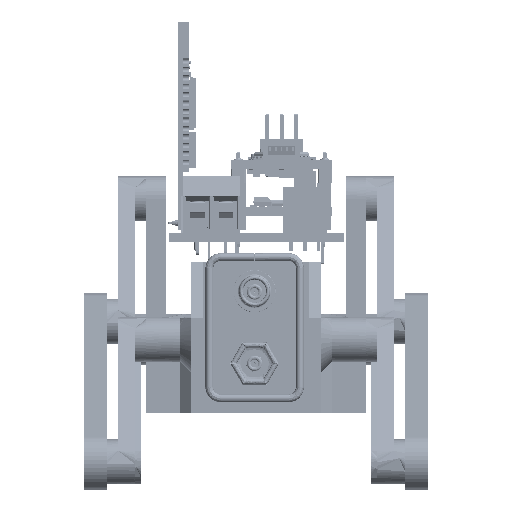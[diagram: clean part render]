
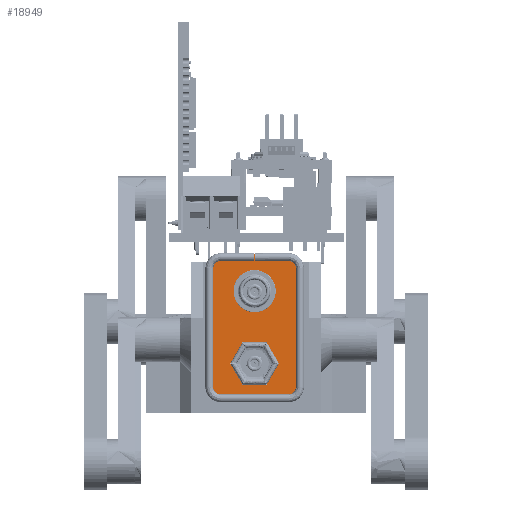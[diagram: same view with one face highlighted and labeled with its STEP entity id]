
A CAD part, front view. The second image highlights one B-rep face of the part: STEP entity #18949.
In plain terms, the highlighted free-form (B-spline) face has degree [1, 1] with [2, 2] control points.
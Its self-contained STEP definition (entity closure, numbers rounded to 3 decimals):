
#18949 = ADVANCED_FACE('',(#18950),#19012,.F.);
#18950 = FACE_BOUND('',#18951,.T.);
#18951 = EDGE_LOOP('',(#18952,#18962,#18969,#18977,#18984,#18992,#18999,
    #19007));
#18952 = ORIENTED_EDGE('',*,*,#18953,.F.);
#18953 = EDGE_CURVE('',#18954,#18956,#18958,.T.);
#18954 = VERTEX_POINT('',#18955);
#18955 = CARTESIAN_POINT('',(5.823,-84.537,
    28.413));
#18956 = VERTEX_POINT('',#18957);
#18957 = CARTESIAN_POINT('',(8.333,-84.537,
    25.903));
#18958 = ( BOUNDED_CURVE() B_SPLINE_CURVE(2,(#18959,#18960,#18961),
.UNSPECIFIED.,.F.,.F.) B_SPLINE_CURVE_WITH_KNOTS((3,3),(4.712,
6.283),.PIECEWISE_BEZIER_KNOTS.) CURVE() 
GEOMETRIC_REPRESENTATION_ITEM() RATIONAL_B_SPLINE_CURVE((1.,
0.707,1.)) REPRESENTATION_ITEM('') );
#18959 = CARTESIAN_POINT('',(5.823,-84.537,
    28.413));
#18960 = CARTESIAN_POINT('',(8.333,-84.537,
    28.413));
#18961 = CARTESIAN_POINT('',(8.333,-84.537,
    25.903));
#18962 = ORIENTED_EDGE('',*,*,#18963,.F.);
#18963 = EDGE_CURVE('',#18964,#18954,#18966,.T.);
#18964 = VERTEX_POINT('',#18965);
#18965 = CARTESIAN_POINT('',(-6.325,-84.537,
    28.413));
#18966 = B_SPLINE_CURVE_WITH_KNOTS('',1,(#18967,#18968),.UNSPECIFIED.,
  .F.,.F.,(2,2),(-12.1,0.),.PIECEWISE_BEZIER_KNOTS.);
#18967 = CARTESIAN_POINT('',(-6.325,-84.537,
    28.413));
#18968 = CARTESIAN_POINT('',(5.823,-84.537,
    28.413));
#18969 = ORIENTED_EDGE('',*,*,#18970,.F.);
#18970 = EDGE_CURVE('',#18971,#18964,#18973,.T.);
#18971 = VERTEX_POINT('',#18972);
#18972 = CARTESIAN_POINT('',(-8.835,-84.537,
    25.903));
#18973 = ( BOUNDED_CURVE() B_SPLINE_CURVE(2,(#18974,#18975,#18976),
.UNSPECIFIED.,.F.,.F.) B_SPLINE_CURVE_WITH_KNOTS((3,3),(3.142,
4.712),.PIECEWISE_BEZIER_KNOTS.) CURVE() 
GEOMETRIC_REPRESENTATION_ITEM() RATIONAL_B_SPLINE_CURVE((1.,
0.707,1.)) REPRESENTATION_ITEM('') );
#18974 = CARTESIAN_POINT('',(-8.835,-84.537,
    25.903));
#18975 = CARTESIAN_POINT('',(-8.835,-84.537,
    28.413));
#18976 = CARTESIAN_POINT('',(-6.325,-84.537,
    28.413));
#18977 = ORIENTED_EDGE('',*,*,#18978,.F.);
#18978 = EDGE_CURVE('',#18979,#18971,#18981,.T.);
#18979 = VERTEX_POINT('',#18980);
#18980 = CARTESIAN_POINT('',(-8.835,-84.537,
    4.719));
#18981 = B_SPLINE_CURVE_WITH_KNOTS('',1,(#18982,#18983),.UNSPECIFIED.,
  .F.,.F.,(2,2),(-21.1,0.),.PIECEWISE_BEZIER_KNOTS.);
#18982 = CARTESIAN_POINT('',(-8.835,-84.537,
    4.719));
#18983 = CARTESIAN_POINT('',(-8.835,-84.537,
    25.903));
#18984 = ORIENTED_EDGE('',*,*,#18985,.F.);
#18985 = EDGE_CURVE('',#18986,#18979,#18988,.T.);
#18986 = VERTEX_POINT('',#18987);
#18987 = CARTESIAN_POINT('',(-6.325,-84.537,
    2.209));
#18988 = ( BOUNDED_CURVE() B_SPLINE_CURVE(2,(#18989,#18990,#18991),
.UNSPECIFIED.,.F.,.F.) B_SPLINE_CURVE_WITH_KNOTS((3,3),(1.571,
3.142),.PIECEWISE_BEZIER_KNOTS.) CURVE() 
GEOMETRIC_REPRESENTATION_ITEM() RATIONAL_B_SPLINE_CURVE((1.,
0.707,1.)) REPRESENTATION_ITEM('') );
#18989 = CARTESIAN_POINT('',(-6.325,-84.537,
    2.209));
#18990 = CARTESIAN_POINT('',(-8.835,-84.537,
    2.209));
#18991 = CARTESIAN_POINT('',(-8.835,-84.537,
    4.719));
#18992 = ORIENTED_EDGE('',*,*,#18993,.F.);
#18993 = EDGE_CURVE('',#18994,#18986,#18996,.T.);
#18994 = VERTEX_POINT('',#18995);
#18995 = CARTESIAN_POINT('',(5.823,-84.537,
    2.209));
#18996 = B_SPLINE_CURVE_WITH_KNOTS('',1,(#18997,#18998),.UNSPECIFIED.,
  .F.,.F.,(2,2),(-12.1,0.),.PIECEWISE_BEZIER_KNOTS.);
#18997 = CARTESIAN_POINT('',(5.823,-84.537,
    2.209));
#18998 = CARTESIAN_POINT('',(-6.325,-84.537,
    2.209));
#18999 = ORIENTED_EDGE('',*,*,#19000,.F.);
#19000 = EDGE_CURVE('',#19001,#18994,#19003,.T.);
#19001 = VERTEX_POINT('',#19002);
#19002 = CARTESIAN_POINT('',(8.333,-84.537,
    4.719));
#19003 = ( BOUNDED_CURVE() B_SPLINE_CURVE(2,(#19004,#19005,#19006),
.UNSPECIFIED.,.F.,.F.) B_SPLINE_CURVE_WITH_KNOTS((3,3),(0.,
1.571),.PIECEWISE_BEZIER_KNOTS.) CURVE() 
GEOMETRIC_REPRESENTATION_ITEM() RATIONAL_B_SPLINE_CURVE((1.,
0.707,1.)) REPRESENTATION_ITEM('') );
#19004 = CARTESIAN_POINT('',(8.333,-84.537,
    4.719));
#19005 = CARTESIAN_POINT('',(8.333,-84.537,
    2.209));
#19006 = CARTESIAN_POINT('',(5.823,-84.537,
    2.209));
#19007 = ORIENTED_EDGE('',*,*,#19008,.F.);
#19008 = EDGE_CURVE('',#18956,#19001,#19009,.T.);
#19009 = B_SPLINE_CURVE_WITH_KNOTS('',1,(#19010,#19011),.UNSPECIFIED.,
  .F.,.F.,(2,2),(-21.1,0.),.PIECEWISE_BEZIER_KNOTS.);
#19010 = CARTESIAN_POINT('',(8.333,-84.537,
    25.903));
#19011 = CARTESIAN_POINT('',(8.333,-84.537,
    4.719));
#19012 = B_SPLINE_SURFACE_WITH_KNOTS('',1,1,(
    (#19013,#19014)
    ,(#19015,#19016
  )),.UNSPECIFIED.,.F.,.F.,.F.,(2,2),(2,2),(-14.6,2.5),(-2.5,23.6),
  .PIECEWISE_BEZIER_KNOTS.);
#19013 = CARTESIAN_POINT('',(-8.835,-84.537,
    28.413));
#19014 = CARTESIAN_POINT('',(-8.835,-84.537,
    2.209));
#19015 = CARTESIAN_POINT('',(8.333,-84.537,
    28.413));
#19016 = CARTESIAN_POINT('',(8.333,-84.537,
    2.209));
